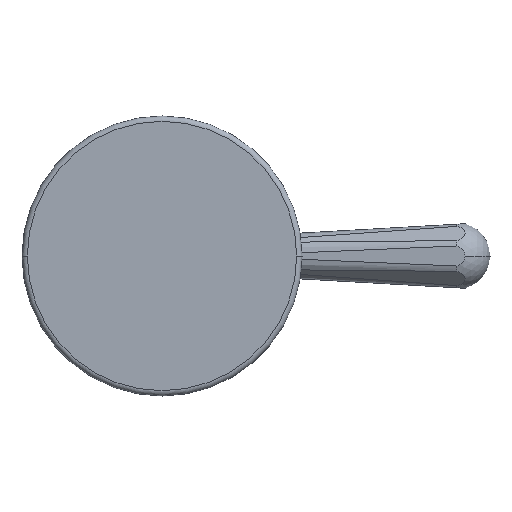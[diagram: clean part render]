
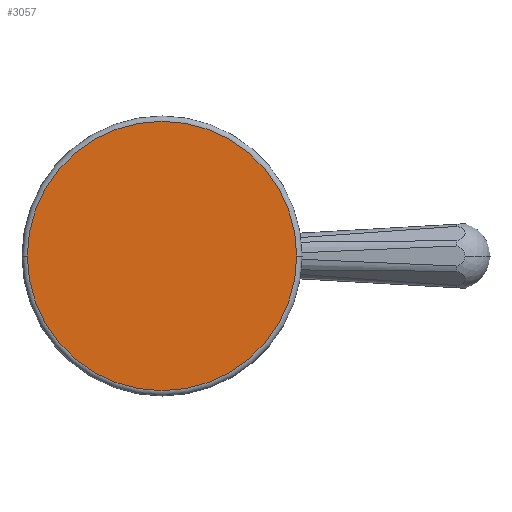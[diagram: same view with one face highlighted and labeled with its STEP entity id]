
A CAD part, front view. The second image highlights one B-rep face of the part: STEP entity #3057.
In plain terms, the highlighted planar face has unit normal (0, -1, 0).
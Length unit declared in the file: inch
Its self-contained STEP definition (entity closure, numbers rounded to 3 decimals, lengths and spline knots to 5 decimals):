
#52=CARTESIAN_POINT('',(0.,0.,0.));
#53=DIRECTION('',(0.,1.,0.));
#54=DIRECTION('',(1.,0.,0.));
#55=AXIS2_PLACEMENT_3D('',#52,#53,#54);
#62=CARTESIAN_POINT('',(0.,0.,0.));
#63=DIRECTION('',(0.,-1.,0.));
#64=DIRECTION('',(1.,0.,0.));
#65=AXIS2_PLACEMENT_3D('',#62,#63,#64);
#2556=CARTESIAN_POINT('',(1.2625,0.,0.));
#2557=CARTESIAN_POINT('',(-1.2625,0.,0.));
#2558=VERTEX_POINT('',#2556);
#2559=VERTEX_POINT('',#2557);
#3047=CARTESIAN_POINT('',(0.,0.,0.));
#3048=DIRECTION('',(0.,1.,0.));
#3049=DIRECTION('',(-1.,0.,0.));
#3050=AXIS2_PLACEMENT_3D('',#3047,#3048,#3049);
#3051=PLANE('',#3050);
#3053=ORIENTED_EDGE('',*,*,#3052,.F.);
#3054=ORIENTED_EDGE('',*,*,#3037,.T.);
#3055=EDGE_LOOP('',(#3053,#3054));
#3056=FACE_OUTER_BOUND('',#3055,.F.);
#3057=ADVANCED_FACE('',(#3056),#3051,.F.);
#56=CIRCLE('',#55,1.2625);
#66=CIRCLE('',#65,1.2625);
#3037=EDGE_CURVE('',#2558,#2559,#56,.T.);
#3052=EDGE_CURVE('',#2558,#2559,#66,.T.);
